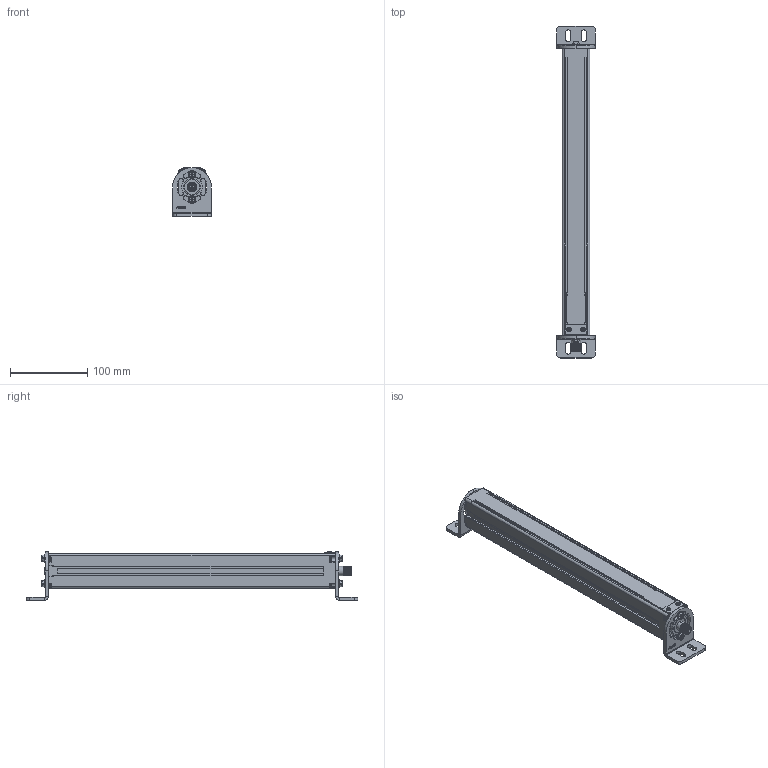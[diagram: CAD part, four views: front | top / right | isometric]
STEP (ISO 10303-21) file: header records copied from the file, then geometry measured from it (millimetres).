
FILE_DESCRIPTION((''),'2;1');
FILE_NAME('139534_SM01_ASM','2023-04-11T11:58:05',('banengservice'),('BANNER ENGINEERING'),'CREO PARAMETRIC BY PTC INC, 2022414','CREO PARAMETRIC BY PTC INC, 2022414','');
FILE_SCHEMA(('CONFIG_CONTROL_DESIGN'));
Products named in the file (2): 139534_EP01; 139534_SM01_ASM
Assembly tree (1 placements, depth 2):
  139534_SM01_ASM
    139534_EP01
Bounding box: 50 x 430 x 63 mm (x, y, z)
Volume: 559249.4 mm3; surface area: 119443.7 mm2
Topology: 1 solids, 1 shells, 1772 faces, 4872 edges, 3132 vertices
Faces by surface type: plane 1028, cylinder 564, bspline 75, torus 48, sphere 38, cone 19
Entity records: 94012 total; most frequent: CARTESIAN_POINT 49663, ORIENTED_EDGE 9704, DIRECTION 8582, EDGE_CURVE 4852, VECTOR 3154, LINE 3154, VERTEX_POINT 3132, AXIS2_PLACEMENT_3D 2714
